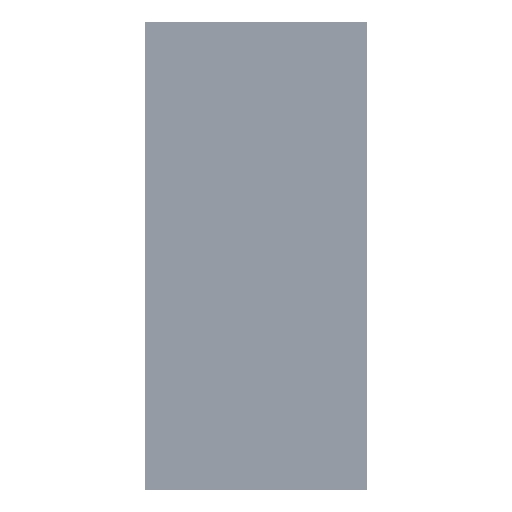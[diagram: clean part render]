
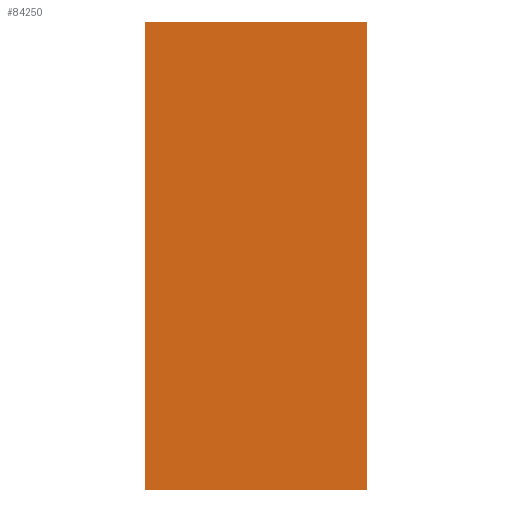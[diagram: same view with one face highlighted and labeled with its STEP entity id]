
A CAD part, top view. The second image highlights one B-rep face of the part: STEP entity #84250.
In plain terms, the highlighted planar face has unit normal (0, 0, 1).
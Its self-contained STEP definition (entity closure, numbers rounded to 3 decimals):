
#145 = ORIENTED_EDGE ( 'NONE', *, *, #72086, .T. ) ;
#742 = ORIENTED_EDGE ( 'NONE', *, *, #51527, .T. ) ;
#2690 = DIRECTION ( 'NONE',  ( 1., 0., 0. ) ) ;
#3200 = CARTESIAN_POINT ( 'NONE',  ( -277.5, -579.5, 15. ) ) ;
#6198 = CARTESIAN_POINT ( 'NONE',  ( 277.5, 579.5, 15. ) ) ;
#9136 = CIRCLE ( 'NONE', #84755, 3. ) ;
#10227 = EDGE_LOOP ( 'NONE', ( #24839, #53530, #93177, #57784, #102017, #145, #742, #44368 ) ) ;
#12617 = DIRECTION ( 'NONE',  ( 1., 0., 0. ) ) ;
#16389 = CARTESIAN_POINT ( 'NONE',  ( -274.5, 582.5, 15. ) ) ;
#17098 = DIRECTION ( 'NONE',  ( 1., 0., 0. ) ) ;
#17636 = DIRECTION ( 'NONE',  ( 0., 0., 1. ) ) ;
#18554 = DIRECTION ( 'NONE',  ( 0., 0., 1. ) ) ;
#20913 = AXIS2_PLACEMENT_3D ( 'NONE', #46357, #45813, #70060 ) ;
#24839 = ORIENTED_EDGE ( 'NONE', *, *, #63964, .T. ) ;
#25668 = EDGE_CURVE ( 'NONE', #102391, #72560, #49019, .T. ) ;
#26789 = DIRECTION ( 'NONE',  ( 1., 0., 0. ) ) ;
#29421 = CIRCLE ( 'NONE', #71615, 3. ) ;
#30181 = CARTESIAN_POINT ( 'NONE',  ( -277.5, 579.5, 15. ) ) ;
#33416 = PLANE ( 'NONE',  #38029 ) ;
#34623 = EDGE_CURVE ( 'NONE', #90657, #102391, #44922, .T. ) ;
#36070 = VERTEX_POINT ( 'NONE', #52381 ) ;
#36478 = VECTOR ( 'NONE', #65089, 1000. ) ;
#37756 = CARTESIAN_POINT ( 'NONE',  ( -274.5, 582.5, 15. ) ) ;
#38029 = AXIS2_PLACEMENT_3D ( 'NONE', #60908, #18554, #26789 ) ;
#38689 = VECTOR ( 'NONE', #64185, 1000. ) ;
#39512 = FACE_OUTER_BOUND ( 'NONE', #10227, .T. ) ;
#43970 = DIRECTION ( 'NONE',  ( 0., 0., 1. ) ) ;
#44368 = ORIENTED_EDGE ( 'NONE', *, *, #108867, .T. ) ;
#44922 = LINE ( 'NONE', #37756, #62070 ) ;
#45549 = LINE ( 'NONE', #3200, #83113 ) ;
#45813 = DIRECTION ( 'NONE',  ( 0., 0., 1. ) ) ;
#45995 = DIRECTION ( 'NONE',  ( -1., 0., 0. ) ) ;
#46357 = CARTESIAN_POINT ( 'NONE',  ( -274.5, 579.5, 15. ) ) ;
#49019 = CIRCLE ( 'NONE', #20913, 3. ) ;
#49632 = LINE ( 'NONE', #66707, #36478 ) ;
#50079 = VERTEX_POINT ( 'NONE', #6198 ) ;
#51527 = EDGE_CURVE ( 'NONE', #72468, #36070, #29421, .T. ) ;
#52381 = CARTESIAN_POINT ( 'NONE',  ( 277.5, -579.5, 15. ) ) ;
#52914 = EDGE_CURVE ( 'NONE', #72560, #69908, #45549, .T. ) ;
#53530 = ORIENTED_EDGE ( 'NONE', *, *, #34623, .T. ) ;
#54433 = DIRECTION ( 'NONE',  ( 0., 0., 1. ) ) ;
#57784 = ORIENTED_EDGE ( 'NONE', *, *, #52914, .T. ) ;
#59755 = CARTESIAN_POINT ( 'NONE',  ( -277.5, -579.5, 15. ) ) ;
#60908 = CARTESIAN_POINT ( 'NONE',  ( 274.5, 579.5, 15. ) ) ;
#62070 = VECTOR ( 'NONE', #45995, 1000. ) ;
#63091 = LINE ( 'NONE', #65245, #38689 ) ;
#63964 = EDGE_CURVE ( 'NONE', #50079, #90657, #94176, .T. ) ;
#64185 = DIRECTION ( 'NONE',  ( 1., 0., 0. ) ) ;
#65089 = DIRECTION ( 'NONE',  ( 0., 1., 0. ) ) ;
#65245 = CARTESIAN_POINT ( 'NONE',  ( 274.5, -582.5, 15. ) ) ;
#66707 = CARTESIAN_POINT ( 'NONE',  ( 277.5, 579.5, 15. ) ) ;
#69908 = VERTEX_POINT ( 'NONE', #59755 ) ;
#70060 = DIRECTION ( 'NONE',  ( 1., 0., 0. ) ) ;
#71615 = AXIS2_PLACEMENT_3D ( 'NONE', #82119, #17636, #17098 ) ;
#72086 = EDGE_CURVE ( 'NONE', #77521, #72468, #63091, .T. ) ;
#72468 = VERTEX_POINT ( 'NONE', #95705 ) ;
#72560 = VERTEX_POINT ( 'NONE', #30181 ) ;
#77521 = VERTEX_POINT ( 'NONE', #81489 ) ;
#79153 = DIRECTION ( 'NONE',  ( 0., -1., 0. ) ) ;
#81309 = CARTESIAN_POINT ( 'NONE',  ( 274.5, 582.5, 15. ) ) ;
#81489 = CARTESIAN_POINT ( 'NONE',  ( -274.5, -582.5, 15. ) ) ;
#82119 = CARTESIAN_POINT ( 'NONE',  ( 274.5, -579.5, 15. ) ) ;
#83113 = VECTOR ( 'NONE', #79153, 1000. ) ;
#84250 = ADVANCED_FACE ( 'NONE', ( #39512 ), #33416, .T. ) ;
#84755 = AXIS2_PLACEMENT_3D ( 'NONE', #95661, #43970, #2690 ) ;
#90657 = VERTEX_POINT ( 'NONE', #81309 ) ;
#93177 = ORIENTED_EDGE ( 'NONE', *, *, #25668, .T. ) ;
#94176 = CIRCLE ( 'NONE', #95899, 3. ) ;
#95661 = CARTESIAN_POINT ( 'NONE',  ( -274.5, -579.5, 15. ) ) ;
#95669 = EDGE_CURVE ( 'NONE', #69908, #77521, #9136, .T. ) ;
#95705 = CARTESIAN_POINT ( 'NONE',  ( 274.5, -582.5, 15. ) ) ;
#95899 = AXIS2_PLACEMENT_3D ( 'NONE', #96281, #54433, #12617 ) ;
#96281 = CARTESIAN_POINT ( 'NONE',  ( 274.5, 579.5, 15. ) ) ;
#102017 = ORIENTED_EDGE ( 'NONE', *, *, #95669, .T. ) ;
#102391 = VERTEX_POINT ( 'NONE', #16389 ) ;
#108867 = EDGE_CURVE ( 'NONE', #36070, #50079, #49632, .T. ) ;
